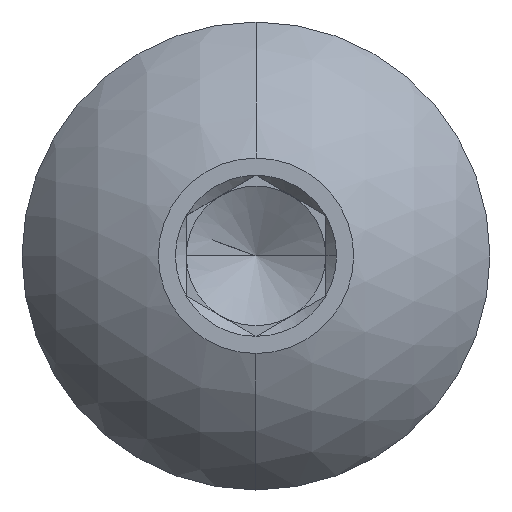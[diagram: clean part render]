
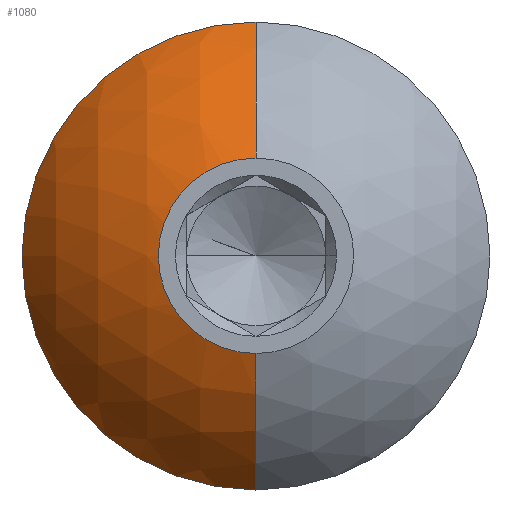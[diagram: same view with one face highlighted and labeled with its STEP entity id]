
A CAD part, top view. The second image highlights one B-rep face of the part: STEP entity #1080.
In plain terms, the highlighted spherical face has radius 3.88 mm.
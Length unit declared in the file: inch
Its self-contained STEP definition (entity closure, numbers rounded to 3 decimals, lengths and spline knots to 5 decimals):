
#83 = VERTEX_POINT ( 'NONE', #1395 ) ;
#93 = EDGE_CURVE ( 'NONE', #83, #1727, #679, .T. ) ;
#116 = CIRCLE ( 'NONE', #2777, 0.05469 ) ;
#132 = DIRECTION ( 'NONE',  ( 1., 0., 0. ) ) ;
#138 = DIRECTION ( 'NONE',  ( -1., 0., 0. ) ) ;
#358 = AXIS2_PLACEMENT_3D ( 'NONE', #664, #1412, #2657 ) ;
#483 = EDGE_CURVE ( 'NONE', #1403, #1779, #2725, .T. ) ;
#522 = EDGE_CURVE ( 'NONE', #1403, #1407, #2645, .T. ) ;
#664 = CARTESIAN_POINT ( 'NONE',  ( 0., 0., 0.01888 ) ) ;
#679 = CIRCLE ( 'NONE', #1760, 0.15274 ) ;
#745 = FACE_OUTER_BOUND ( 'NONE', #2560, .T. ) ;
#853 = AXIS2_PLACEMENT_3D ( 'NONE', #1211, #2443, #2691 ) ;
#986 = ORIENTED_EDGE ( 'NONE', *, *, #522, .F. ) ;
#1080 = ADVANCED_FACE ( 'NONE', ( #745 ), #1861, .T. ) ;
#1200 = CARTESIAN_POINT ( 'NONE',  ( 0., 0.05469, 0.1615 ) ) ;
#1211 = CARTESIAN_POINT ( 'NONE',  ( 0., 0., 0.09743 ) ) ;
#1223 = ORIENTED_EDGE ( 'NONE', *, *, #1411, .T. ) ;
#1395 = CARTESIAN_POINT ( 'NONE',  ( 0., -0.131, 0.09743 ) ) ;
#1403 = VERTEX_POINT ( 'NONE', #1436 ) ;
#1407 = VERTEX_POINT ( 'NONE', #1200 ) ;
#1411 = EDGE_CURVE ( 'NONE', #1779, #83, #2966, .T. ) ;
#1412 = DIRECTION ( 'NONE',  ( -1., 0., 0. ) ) ;
#1436 = CARTESIAN_POINT ( 'NONE',  ( 0., 0.131, 0.09743 ) ) ;
#1554 = ORIENTED_EDGE ( 'NONE', *, *, #483, .T. ) ;
#1560 = CARTESIAN_POINT ( 'NONE',  ( -0.131, 0., 0.09743 ) ) ;
#1613 = DIRECTION ( 'NONE',  ( 0., 0., 1. ) ) ;
#1727 = VERTEX_POINT ( 'NONE', #2760 ) ;
#1737 = AXIS2_PLACEMENT_3D ( 'NONE', #2209, #2464, #2710 ) ;
#1760 = AXIS2_PLACEMENT_3D ( 'NONE', #2107, #138, #1862 ) ;
#1779 = VERTEX_POINT ( 'NONE', #1560 ) ;
#1861 = SPHERICAL_SURFACE ( 'NONE', #358, 0.15274 ) ;
#1862 = DIRECTION ( 'NONE',  ( 0., -1., 0. ) ) ;
#1897 = ORIENTED_EDGE ( 'NONE', *, *, #93, .T. ) ;
#1971 = CARTESIAN_POINT ( 'NONE',  ( 0., 0., 0.09743 ) ) ;
#2096 = ORIENTED_EDGE ( 'NONE', *, *, #2503, .F. ) ;
#2107 = CARTESIAN_POINT ( 'NONE',  ( 0., 0., 0.01888 ) ) ;
#2198 = DIRECTION ( 'NONE',  ( 0., 0., 1. ) ) ;
#2209 = CARTESIAN_POINT ( 'NONE',  ( 0., 0., 0.01888 ) ) ;
#2443 = DIRECTION ( 'NONE',  ( 0., 0., 1. ) ) ;
#2464 = DIRECTION ( 'NONE',  ( 1., 0., 0. ) ) ;
#2503 = EDGE_CURVE ( 'NONE', #1407, #1727, #116, .T. ) ;
#2560 = EDGE_LOOP ( 'NONE', ( #1223, #1897, #2096, #986, #1554 ) ) ;
#2600 = CARTESIAN_POINT ( 'NONE',  ( 0., 0., 0.1615 ) ) ;
#2645 = CIRCLE ( 'NONE', #1737, 0.15274 ) ;
#2657 = DIRECTION ( 'NONE',  ( 0., 1., 0. ) ) ;
#2691 = DIRECTION ( 'NONE',  ( 1., 0., 0. ) ) ;
#2710 = DIRECTION ( 'NONE',  ( 0., 0., -1. ) ) ;
#2725 = CIRCLE ( 'NONE', #853, 0.131 ) ;
#2760 = CARTESIAN_POINT ( 'NONE',  ( 0., -0.05469, 0.1615 ) ) ;
#2777 = AXIS2_PLACEMENT_3D ( 'NONE', #2600, #1613, #132 ) ;
#2966 = CIRCLE ( 'NONE', #3211, 0.131 ) ;
#3211 = AXIS2_PLACEMENT_3D ( 'NONE', #1971, #2198, #3228 ) ;
#3228 = DIRECTION ( 'NONE',  ( 1., 0., 0. ) ) ;
